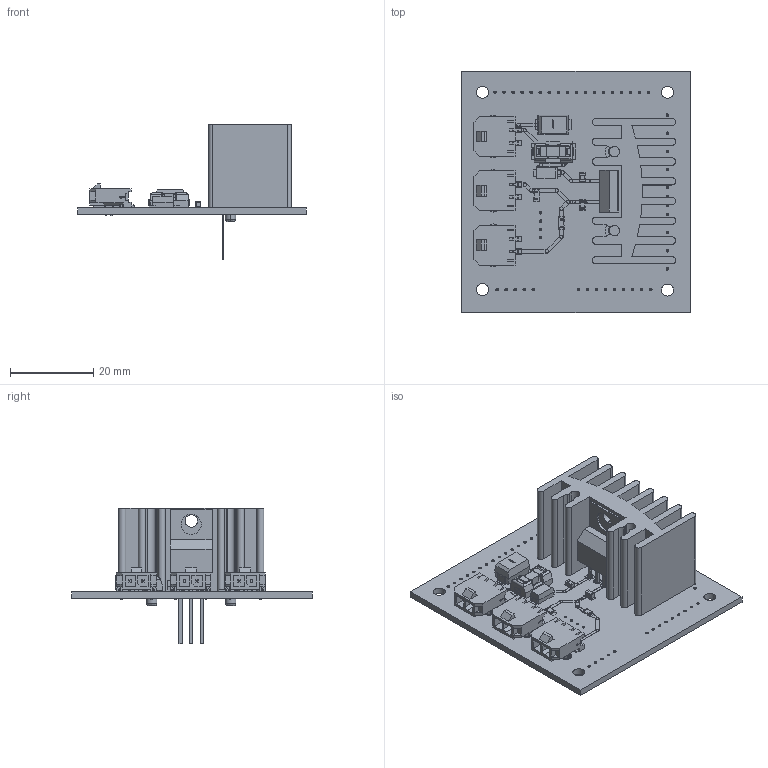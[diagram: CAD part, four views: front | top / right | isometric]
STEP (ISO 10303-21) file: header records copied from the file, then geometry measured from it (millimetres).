
FILE_DESCRIPTION(('KiCad electronic assembly'),'2;1');
FILE_NAME('Voltage_Regulator_for_ZX60-14LN-S+.step', '2024-11-25T13:01:40',('Pcbnew'),('Kicad'), 'Open CASCADE STEP processor 7.8','KiCad to STEP converter','Unknown' );
FILE_SCHEMA(('AUTOMOTIVE_DESIGN { 1 0 10303 214 1 1 1 1 }'));
Length unit declared in the file: millimetre
Products named in the file (268): Voltage_Regulator_for_ZX60-14LN-S+ 1; S1M; ASSEMBLY; GRM21AR72A334KAC5L; 43650-0211; 436500211; BA17806CP-E2; T491X107K025AT; CTSM_TCM2NK_7343_L7.6W4.6H4.3T0.13S1.3F2.5A3.6B0.65E3.5G3.5P1.7R1X0.2; 0154001.DRT; 0154010.DR; R_0805_2012Metric; GCM21BR72A104KA37L; Heatsink_RSPRO-263-251; 5595D9A1-7FEB-42A4-8036-384FF62542EF; Voltage_Regulator_for_ZX60-14LN-S+_track_1; Voltage_Regulator_for_ZX60-14LN-S+_track_2; Voltage_Regulator_for_ZX60-14LN-S+_track_3; Voltage_Regulator_for_ZX60-14LN-S+_track_4; Voltage_Regulator_for_ZX60-14LN-S+_track_5; Voltage_Regulator_for_ZX60-14LN-S+_track_6; Voltage_Regulator_for_ZX60-14LN-S+_track_7; Voltage_Regulator_for_ZX60-14LN-S+_track_8; Voltage_Regulator_for_ZX60-14LN-S+_track_9; Voltage_Regulator_for_ZX60-14LN-S+_track_10; Voltage_Regulator_for_ZX60-14LN-S+_track_11; Voltage_Regulator_for_ZX60-14LN-S+_track_12; Voltage_Regulator_for_ZX60-14LN-S+_track_13; Voltage_Regulator_for_ZX60-14LN-S+_track_14; Voltage_Regulator_for_ZX60-14LN-S+_track_15; Voltage_Regulator_for_ZX60-14LN-S+_track_16; Voltage_Regulator_for_ZX60-14LN-S+_track_17; Voltage_Regulator_for_ZX60-14LN-S+_track_18; Voltage_Regulator_for_ZX60-14LN-S+_track_19; Voltage_Regulator_for_ZX60-14LN-S+_track_20; Voltage_Regulator_for_ZX60-14LN-S+_track_21; Voltage_Regulator_for_ZX60-14LN-S+_track_22; Voltage_Regulator_for_ZX60-14LN-S+_track_23; Voltage_Regulator_for_ZX60-14LN-S+_track_24; Voltage_Regulator_for_ZX60-14LN-S+_track_25 ...
Assembly tree (270 placements, depth 3):
  Voltage_Regulator_for_ZX60-14LN-S+ 1
    S1M
      ASSEMBLY
    GRM21AR72A334KAC5L
      ASSEMBLY
    43650-0211  x3
      436500211
    BA17806CP-E2
      ASSEMBLY
    T491X107K025AT
      CTSM_TCM2NK_7343_L7.6W4.6H4.3T0.13S1.3F2.5A3.6B0.65E3.5G3.5P1.7R1X0.2
    0154001.DRT
      0154010.DR
    R_0805_2012Metric  x2
      R_0805_2012Metric
    GCM21BR72A104KA37L
      ASSEMBLY
    Heatsink_RSPRO-263-251
      5595D9A1-7FEB-42A4-8036-384FF62542EF
    Voltage_Regulator_for_ZX60-14LN-S+_track_1
    Voltage_Regulator_for_ZX60-14LN-S+_track_2
    Voltage_Regulator_for_ZX60-14LN-S+_track_3
    Voltage_Regulator_for_ZX60-14LN-S+_track_4
    Voltage_Regulator_for_ZX60-14LN-S+_track_5
    Voltage_Regulator_for_ZX60-14LN-S+_track_6
    Voltage_Regulator_for_ZX60-14LN-S+_track_7
    Voltage_Regulator_for_ZX60-14LN-S+_track_8
    Voltage_Regulator_for_ZX60-14LN-S+_track_9
    Voltage_Regulator_for_ZX60-14LN-S+_track_10
    Voltage_Regulator_for_ZX60-14LN-S+_track_11
    Voltage_Regulator_for_ZX60-14LN-S+_track_12
    Voltage_Regulator_for_ZX60-14LN-S+_track_13
    Voltage_Regulator_for_ZX60-14LN-S+_track_14
    Voltage_Regulator_for_ZX60-14LN-S+_track_15
    Voltage_Regulator_for_ZX60-14LN-S+_track_16
    Voltage_Regulator_for_ZX60-14LN-S+_track_17
    Voltage_Regulator_for_ZX60-14LN-S+_track_18
    Voltage_Regulator_for_ZX60-14LN-S+_track_19
    Voltage_Regulator_for_ZX60-14LN-S+_track_20
    Voltage_Regulator_for_ZX60-14LN-S+_track_21
    Voltage_Regulator_for_ZX60-14LN-S+_track_22
    Voltage_Regulator_for_ZX60-14LN-S+_track_23
    Voltage_Regulator_for_ZX60-14LN-S+_track_24
    Voltage_Regulator_for_ZX60-14LN-S+_track_25
    Voltage_Regulator_for_ZX60-14LN-S+_track_26
    Voltage_Regulator_for_ZX60-14LN-S+_track_27
    Voltage_Regulator_for_ZX60-14LN-S+_track_28
    Voltage_Regulator_for_ZX60-14LN-S+_track_29
    Voltage_Regulator_for_ZX60-14LN-S+_track_30
    Voltage_Regulator_for_ZX60-14LN-S+_track_31
    Voltage_Regulator_for_ZX60-14LN-S+_track_32
    Voltage_Regulator_for_ZX60-14LN-S+_track_33
    Voltage_Regulator_for_ZX60-14LN-S+_pad_1
    Voltage_Regulator_for_ZX60-14LN-S+_pad_2
    Voltage_Regulator_for_ZX60-14LN-S+_pad_3
    Voltage_Regulator_for_ZX60-14LN-S+_pad_4
    Voltage_Regulator_for_ZX60-14LN-S+_pad_5
    Voltage_Regulator_for_ZX60-14LN-S+_pad_6
    Voltage_Regulator_for_ZX60-14LN-S+_pad_7
    Voltage_Regulator_for_ZX60-14LN-S+_pad_8
Bounding box: 55 x 58 x 32.5 mm (x, y, z)
Volume: 13377.9 mm3; surface area: 17469.3 mm2
Topology: 275 solids, 275 shells, 2501 faces, 5703 edges, 3762 vertices
Faces by surface type: plane 1787, cylinder 694, sphere 16, bspline 4
Full cylindrical faces by diameter (mm): 0.25 x162, 0.3 x108, 0.6 x108, 1.21 x9, 1.26 x6, 1.89 x4, 2.36 x18, 2.41 x12, 2.9 x4, 2.91 x12, 2.95 x6, 3 x4, 4.5 x4, 4.867 x1
Entity records: 64075 total; most frequent: DIRECTION 10225, CARTESIAN_POINT 9633, ORIENTED_EDGE 8642, EDGE_CURVE 4321, AXIS2_PLACEMENT_3D 3618, LINE 2989, VECTOR 2989, VERTEX_POINT 2834
